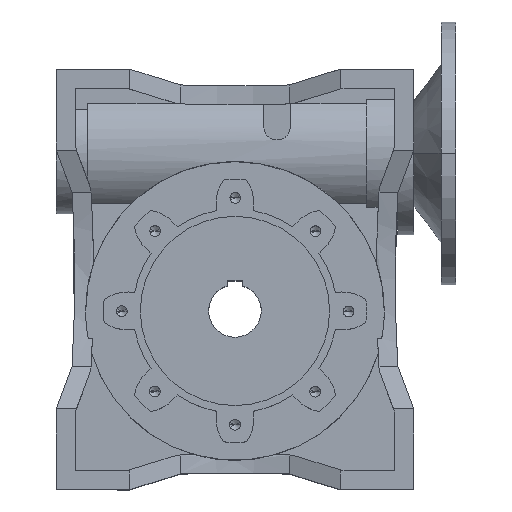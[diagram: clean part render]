
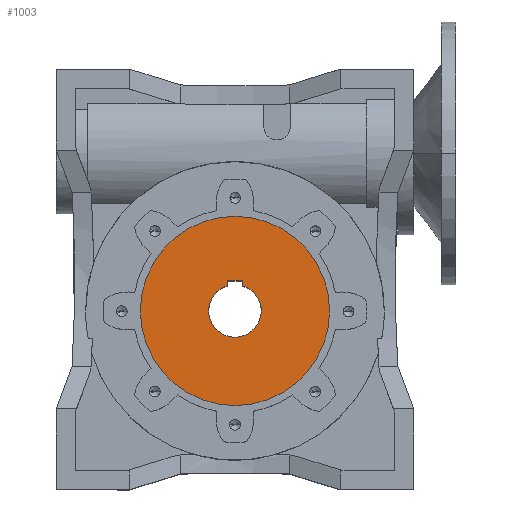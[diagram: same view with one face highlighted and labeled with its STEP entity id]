
A CAD part, top view. The second image highlights one B-rep face of the part: STEP entity #1003.
In plain terms, the highlighted face is planar.
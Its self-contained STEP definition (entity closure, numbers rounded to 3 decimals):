
#1003 = ADVANCED_FACE ( 'NONE', ( #8001, #8006 ), #5324, .F. ) ;
#2238 = CIRCLE ( 'NONE', #12113, 25. ) ;
#2252 = CIRCLE ( 'NONE', #12118, 25. ) ;
#2492 = VERTEX_POINT ( 'NONE', #11933 ) ;
#2495 = VERTEX_POINT ( 'NONE', #11936 ) ;
#2509 = VERTEX_POINT ( 'NONE', #11950 ) ;
#2527 = VERTEX_POINT ( 'NONE', #11968 ) ;
#2620 = EDGE_LOOP ( 'NONE', ( #8419, #8420 ) ) ;
#2626 = EDGE_LOOP ( 'NONE', ( #8413, #8414, #8415, #8416, #8417, #8418 ) ) ;
#3424 = CIRCLE ( 'NONE', #12362, 25. ) ;
#3429 = LINE ( 'NONE', #5551, #3435 ) ;
#3435 = VECTOR ( 'NONE', #5556, 1000. ) ;
#3456 = LINE ( 'NONE', #5640, #3458 ) ;
#3458 = VECTOR ( 'NONE', #5644, 1000. ) ;
#3464 = LINE ( 'NONE', #5682, #3467 ) ;
#3467 = VECTOR ( 'NONE', #5683, 1000. ) ;
#3573 = EDGE_CURVE ( 'NONE', #2495, #2492, #2238, .T. ) ;
#3582 = EDGE_CURVE ( 'NONE', #11510, #2495, #2252, .T. ) ;
#4397 = EDGE_CURVE ( 'NONE', #2509, #2527, #11209, .T. ) ;
#5324 = PLANE ( 'NONE',  #10754 ) ;
#5328 = CARTESIAN_POINT ( 'NONE',  ( 0., 90., -100. ) ) ;
#5332 = DIRECTION ( 'NONE',  ( 0., 0., 1. ) ) ;
#5333 = DIRECTION ( 'NONE',  ( 1., 0., 0. ) ) ;
#5545 = CARTESIAN_POINT ( 'NONE',  ( 0., 0., -100. ) ) ;
#5546 = DIRECTION ( 'NONE',  ( 0., 0., 1. ) ) ;
#5547 = DIRECTION ( 'NONE',  ( 1., 0., 0. ) ) ;
#5551 = CARTESIAN_POINT ( 'NONE',  ( -7., 28.8, -100. ) ) ;
#5556 = DIRECTION ( 'NONE',  ( 0., -1., 0. ) ) ;
#5640 = CARTESIAN_POINT ( 'NONE',  ( 7., 28.8, -100. ) ) ;
#5644 = DIRECTION ( 'NONE',  ( 0., 1., 0. ) ) ;
#5682 = CARTESIAN_POINT ( 'NONE',  ( -7., 28.8, -100. ) ) ;
#5683 = DIRECTION ( 'NONE',  ( -1., 0., 0. ) ) ;
#5723 = CARTESIAN_POINT ( 'NONE',  ( -7., 24., -100. ) ) ;
#5803 = CARTESIAN_POINT ( 'NONE',  ( -7., 28.8, -100. ) ) ;
#5903 = CARTESIAN_POINT ( 'NONE',  ( 7., 28.8, -100. ) ) ;
#5938 = CARTESIAN_POINT ( 'NONE',  ( -25., 0., -100. ) ) ;
#6672 = CARTESIAN_POINT ( 'NONE',  ( 0., 0., -100. ) ) ;
#6673 = DIRECTION ( 'NONE',  ( 0., 0., 1. ) ) ;
#6674 = DIRECTION ( 'NONE',  ( 1., 0., 0. ) ) ;
#8001 = FACE_BOUND ( 'NONE', #2626, .T. ) ;
#8006 = FACE_OUTER_BOUND ( 'NONE', #2620, .T. ) ;
#8413 = ORIENTED_EDGE ( 'NONE', *, *, #9537, .T. ) ;
#8414 = ORIENTED_EDGE ( 'NONE', *, *, #9532, .T. ) ;
#8415 = ORIENTED_EDGE ( 'NONE', *, *, #3582, .T. ) ;
#8416 = ORIENTED_EDGE ( 'NONE', *, *, #3573, .T. ) ;
#8417 = ORIENTED_EDGE ( 'NONE', *, *, #9555, .T. ) ;
#8418 = ORIENTED_EDGE ( 'NONE', *, *, #9560, .T. ) ;
#8419 = ORIENTED_EDGE ( 'NONE', *, *, #4397, .F. ) ;
#8420 = ORIENTED_EDGE ( 'NONE', *, *, #9343, .F. ) ;
#9343 = EDGE_CURVE ( 'NONE', #2527, #2509, #11424, .T. ) ;
#9532 = EDGE_CURVE ( 'NONE', #10799, #11510, #3424, .T. ) ;
#9537 = EDGE_CURVE ( 'NONE', #10847, #10799, #3429, .T. ) ;
#9555 = EDGE_CURVE ( 'NONE', #2492, #10907, #3456, .T. ) ;
#9560 = EDGE_CURVE ( 'NONE', #10907, #10847, #3464, .T. ) ;
#10028 = CARTESIAN_POINT ( 'NONE',  ( 0., 0., -100. ) ) ;
#10029 = DIRECTION ( 'NONE',  ( 0., 0., 1. ) ) ;
#10030 = DIRECTION ( 'NONE',  ( 1., 0., 0. ) ) ;
#10147 = CARTESIAN_POINT ( 'NONE',  ( 0., 0., -100. ) ) ;
#10148 = DIRECTION ( 'NONE',  ( 0., 0., 1. ) ) ;
#10149 = DIRECTION ( 'NONE',  ( 1., 0., 0. ) ) ;
#10170 = CARTESIAN_POINT ( 'NONE',  ( 0., 0., -100. ) ) ;
#10171 = DIRECTION ( 'NONE',  ( 0., 0., 1. ) ) ;
#10172 = DIRECTION ( 'NONE',  ( 1., 0., 0. ) ) ;
#10754 = AXIS2_PLACEMENT_3D ( 'NONE', #5328, #5332, #5333 ) ;
#10799 = VERTEX_POINT ( 'NONE', #5723 ) ;
#10847 = VERTEX_POINT ( 'NONE', #5803 ) ;
#10907 = VERTEX_POINT ( 'NONE', #5903 ) ;
#11209 = CIRCLE ( 'NONE', #12228, 90. ) ;
#11424 = CIRCLE ( 'NONE', #12286, 90. ) ;
#11510 = VERTEX_POINT ( 'NONE', #5938 ) ;
#11933 = CARTESIAN_POINT ( 'NONE',  ( 7., 24., -100. ) ) ;
#11936 = CARTESIAN_POINT ( 'NONE',  ( 25., 0., -100. ) ) ;
#11950 = CARTESIAN_POINT ( 'NONE',  ( 90., 0., -100. ) ) ;
#11968 = CARTESIAN_POINT ( 'NONE',  ( -90., 0., -100. ) ) ;
#12113 = AXIS2_PLACEMENT_3D ( 'NONE', #10147, #10148, #10149 ) ;
#12118 = AXIS2_PLACEMENT_3D ( 'NONE', #10170, #10171, #10172 ) ;
#12228 = AXIS2_PLACEMENT_3D ( 'NONE', #10028, #10029, #10030 ) ;
#12286 = AXIS2_PLACEMENT_3D ( 'NONE', #6672, #6673, #6674 ) ;
#12362 = AXIS2_PLACEMENT_3D ( 'NONE', #5545, #5546, #5547 ) ;
